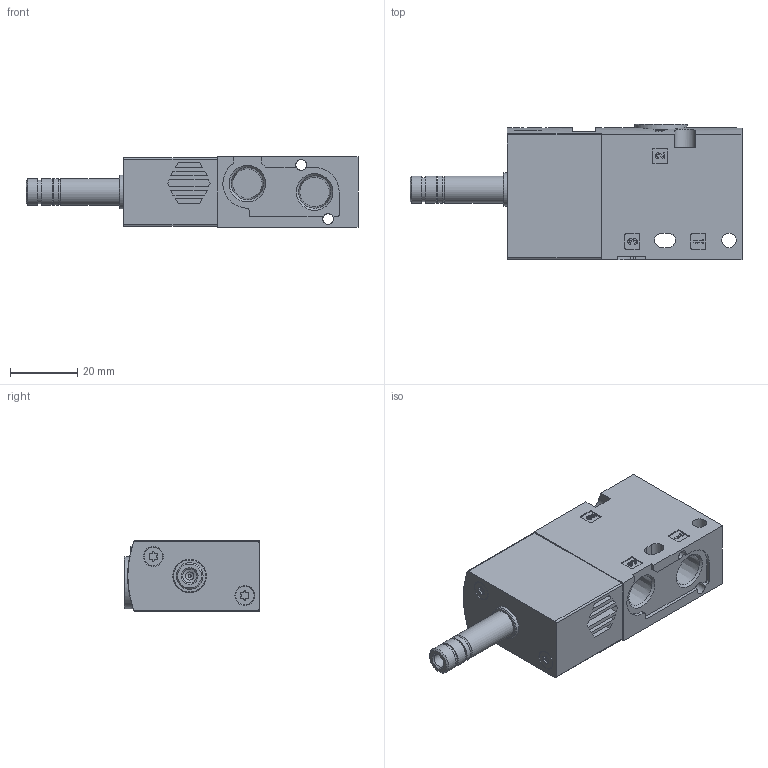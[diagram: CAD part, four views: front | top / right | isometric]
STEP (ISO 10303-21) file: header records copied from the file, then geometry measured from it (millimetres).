
FILE_DESCRIPTION(/* description */ ('STEP AP214'),/* implementation_level */ '2;1');
FILE_NAME(/* name */ '577504_VUVS-LT20-M32C-MD-N18-F7',/* time_stamp */ '2024-09-17T19:47:26+02:00',/* author */ ('License CC BY-ND 4.0'),/* organization */ ('CADENAS'),/* preprocessor_version */ 'ST-DEVELOPER v19.3',/* originating_system */ 'PARTsolutions',/* authorisation */ ' ');
FILE_SCHEMA (('AUTOMOTIVE_DESIGN {1 0 10303 214 3 1 1}'));
Length unit declared in the file: millimetre
Products named in the file (4): 577504 VUVS-LT20-M32C-MD-N18-F7; 8029632 VUVS-LT20-M32.-MD-N18 HOUSING---(H---0_-); 1417320 VUVS-L20-N-COVER53---(H---0_-); 1537853 F-M3x35-10.9
Assembly tree (4 placements, depth 2):
  577504 VUVS-LT20-M32C-MD-N18-F7
    8029632 VUVS-LT20-M32.-MD-N18 HOUSING---(H---0_-)
    1417320 VUVS-L20-N-COVER53---(H---0_-)
    1537853 F-M3x35-10.9  x2
Bounding box: 98.75 x 40.4 x 21.1 mm (x, y, z)
Volume: 52365 mm3; surface area: 16979.5 mm2
Topology: 4 solids, 4 shells, 344 faces, 869 edges, 569 vertices
Faces by surface type: plane 199, cylinder 113, cone 28, torus 4
Full cylindrical faces by diameter (mm): 0.9 x1, 2 x2, 2.4 x1, 2.459 x2, 2.6 x2, 3 x2, 3.2 x2, 3.3 x2, 4.134 x1, 4.3 x1, 5.5 x2, 7.1 x1, 8 x4, 10 x1, 15.6 x1
Entity records: 10270 total; most frequent: CARTESIAN_POINT 1666, DIRECTION 1629, ORIENTED_EDGE 1514, EDGE_CURVE 757, AXIS2_PLACEMENT_3D 554, VERTEX_POINT 530, LINE 521, VECTOR 521
